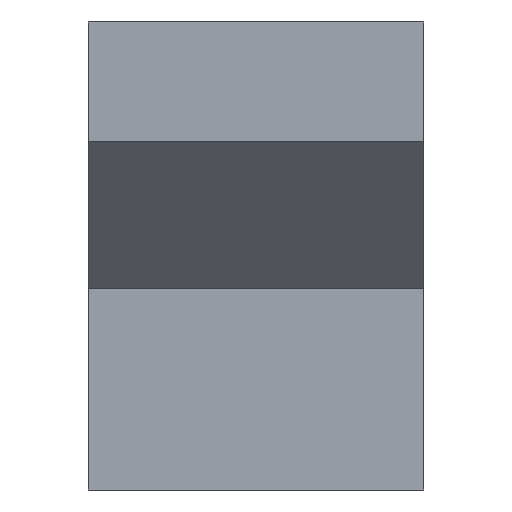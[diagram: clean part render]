
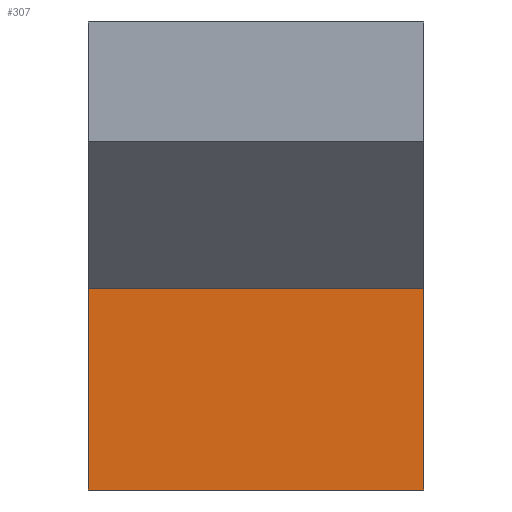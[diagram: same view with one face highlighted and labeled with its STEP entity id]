
A CAD part, front view. The second image highlights one B-rep face of the part: STEP entity #307.
In plain terms, the highlighted planar face has unit normal (0, -1, 0).
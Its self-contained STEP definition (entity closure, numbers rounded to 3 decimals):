
#282 = VERTEX_POINT('',#283);
#283 = CARTESIAN_POINT('',(12.5,-2.5,12.5));
#289 = EDGE_CURVE('',#290,#282,#292,.T.);
#290 = VERTEX_POINT('',#291);
#291 = CARTESIAN_POINT('',(-12.5,-2.5,12.5));
#292 = LINE('',#293,#294);
#293 = CARTESIAN_POINT('',(-12.5,-2.5,12.5));
#294 = VECTOR('',#295,1.);
#295 = DIRECTION('',(1.,0.,0.));
#307 = ADVANCED_FACE('',(#308),#333,.F.);
#308 = FACE_BOUND('',#309,.F.);
#309 = EDGE_LOOP('',(#310,#311,#319,#327));
#310 = ORIENTED_EDGE('',*,*,#289,.T.);
#311 = ORIENTED_EDGE('',*,*,#312,.T.);
#312 = EDGE_CURVE('',#282,#313,#315,.T.);
#313 = VERTEX_POINT('',#314);
#314 = CARTESIAN_POINT('',(12.5,-2.5,-2.5));
#315 = LINE('',#316,#317);
#316 = CARTESIAN_POINT('',(12.5,-2.5,12.5));
#317 = VECTOR('',#318,1.);
#318 = DIRECTION('',(0.,0.,-1.));
#319 = ORIENTED_EDGE('',*,*,#320,.F.);
#320 = EDGE_CURVE('',#321,#313,#323,.T.);
#321 = VERTEX_POINT('',#322);
#322 = CARTESIAN_POINT('',(-12.5,-2.5,-2.5));
#323 = LINE('',#324,#325);
#324 = CARTESIAN_POINT('',(-12.5,-2.5,-2.5));
#325 = VECTOR('',#326,1.);
#326 = DIRECTION('',(1.,0.,0.));
#327 = ORIENTED_EDGE('',*,*,#328,.F.);
#328 = EDGE_CURVE('',#290,#321,#329,.T.);
#329 = LINE('',#330,#331);
#330 = CARTESIAN_POINT('',(-12.5,-2.5,12.5));
#331 = VECTOR('',#332,1.);
#332 = DIRECTION('',(0.,0.,-1.));
#333 = PLANE('',#334);
#334 = AXIS2_PLACEMENT_3D('',#335,#336,#337);
#335 = CARTESIAN_POINT('',(-12.5,-2.5,12.5));
#336 = DIRECTION('',(0.,1.,0.));
#337 = DIRECTION('',(0.,0.,-1.));
